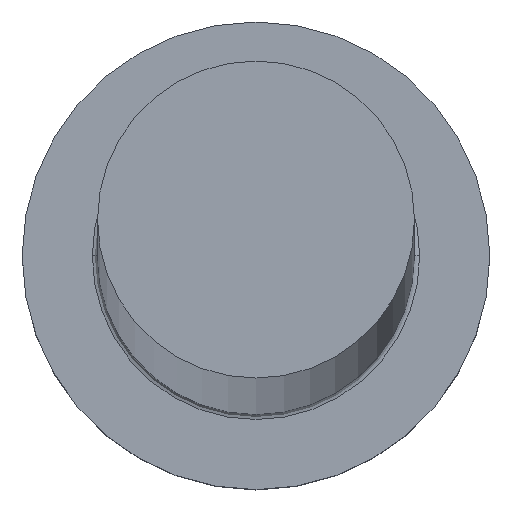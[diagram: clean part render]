
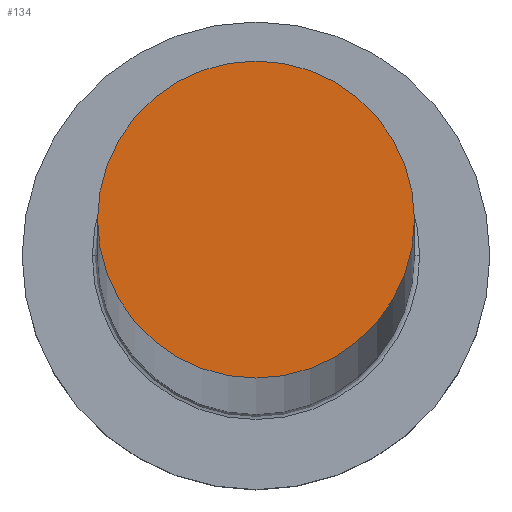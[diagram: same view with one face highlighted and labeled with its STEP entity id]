
A CAD part, top view. The second image highlights one B-rep face of the part: STEP entity #134.
In plain terms, the highlighted planar face has unit normal (0, 0, 1).
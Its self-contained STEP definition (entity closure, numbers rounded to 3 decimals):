
#18 = FACE_OUTER_BOUND ( 'NONE', #219, .T. ) ;
#32 = DIRECTION ( 'NONE',  ( 0., 0., 1. ) ) ;
#48 = DIRECTION ( 'NONE',  ( 1., 0., 0. ) ) ;
#58 = ORIENTED_EDGE ( 'NONE', *, *, #173, .T. ) ;
#89 = AXIS2_PLACEMENT_3D ( 'NONE', #192, #238, #99 ) ;
#95 = CARTESIAN_POINT ( 'NONE',  ( 0., 0., 807. ) ) ;
#98 = AXIS2_PLACEMENT_3D ( 'NONE', #210, #32, #187 ) ;
#99 = DIRECTION ( 'NONE',  ( 1., 0., 0. ) ) ;
#117 = CIRCLE ( 'NONE', #89, 6.1 ) ;
#123 = VERTEX_POINT ( 'NONE', #262 ) ;
#134 = ADVANCED_FACE ( 'NONE', ( #18 ), #205, .T. ) ;
#156 = DIRECTION ( 'NONE',  ( 0., 0., 1. ) ) ;
#173 = EDGE_CURVE ( 'NONE', #194, #123, #117, .T. ) ;
#177 = EDGE_CURVE ( 'NONE', #123, #194, #261, .T. ) ;
#187 = DIRECTION ( 'NONE',  ( 1., 0., 0. ) ) ;
#192 = CARTESIAN_POINT ( 'NONE',  ( 0., 0., 807. ) ) ;
#194 = VERTEX_POINT ( 'NONE', #243 ) ;
#205 = PLANE ( 'NONE',  #225 ) ;
#210 = CARTESIAN_POINT ( 'NONE',  ( 0., 0., 807. ) ) ;
#219 = EDGE_LOOP ( 'NONE', ( #58, #227 ) ) ;
#225 = AXIS2_PLACEMENT_3D ( 'NONE', #95, #156, #48 ) ;
#227 = ORIENTED_EDGE ( 'NONE', *, *, #177, .T. ) ;
#238 = DIRECTION ( 'NONE',  ( 0., 0., 1. ) ) ;
#243 = CARTESIAN_POINT ( 'NONE',  ( -6.1, 0., 807. ) ) ;
#261 = CIRCLE ( 'NONE', #98, 6.1 ) ;
#262 = CARTESIAN_POINT ( 'NONE',  ( 6.1, 0., 807. ) ) ;
